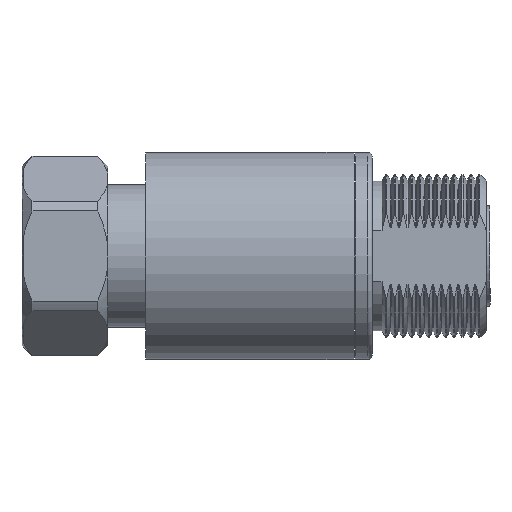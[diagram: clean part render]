
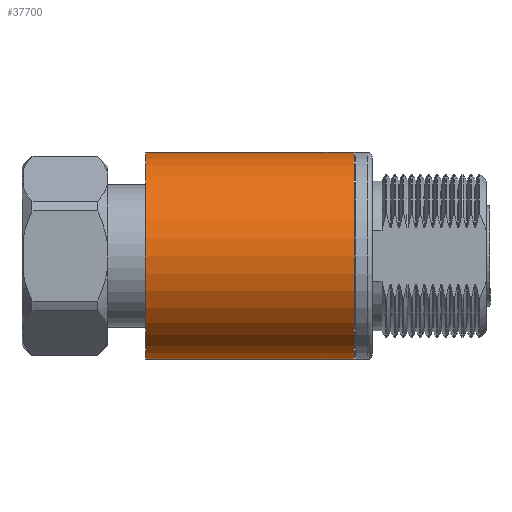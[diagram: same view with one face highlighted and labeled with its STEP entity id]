
A CAD part, front view. The second image highlights one B-rep face of the part: STEP entity #37700.
In plain terms, the highlighted cylindrical face has radius 18.415 mm (diameter 36.83 mm), a partial arc.
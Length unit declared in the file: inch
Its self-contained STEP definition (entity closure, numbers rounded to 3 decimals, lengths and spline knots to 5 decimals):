
#828 = CARTESIAN_POINT ( 'NONE',  ( 0., 0., -0.725 ) ) ;
#1898 = AXIS2_PLACEMENT_3D ( 'NONE', #73985, #9823, #66897 ) ;
#9823 = DIRECTION ( 'NONE',  ( 1., 0., 0. ) ) ;
#14686 = CARTESIAN_POINT ( 'NONE',  ( 0., 0., 0.725 ) ) ;
#14858 = ORIENTED_EDGE ( 'NONE', *, *, #80283, .F. ) ;
#15479 = CIRCLE ( 'NONE', #50197, 0.725 ) ;
#17746 = CARTESIAN_POINT ( 'NONE',  ( 0., 0., 0.725 ) ) ;
#18619 = VECTOR ( 'NONE', #38123, 39.37008 ) ;
#19709 = EDGE_CURVE ( 'NONE', #69823, #51887, #15479, .T. ) ;
#23508 = DIRECTION ( 'NONE',  ( 0., 0., -1. ) ) ;
#28034 = ORIENTED_EDGE ( 'NONE', *, *, #19709, .F. ) ;
#29974 = EDGE_CURVE ( 'NONE', #92627, #51887, #57966, .T. ) ;
#30130 = FACE_OUTER_BOUND ( 'NONE', #85872, .T. ) ;
#30175 = CARTESIAN_POINT ( 'NONE',  ( 0., 0., -0.725 ) ) ;
#37557 = ORIENTED_EDGE ( 'NONE', *, *, #29974, .T. ) ;
#37641 = LINE ( 'NONE', #17746, #18619 ) ;
#37700 = ADVANCED_FACE ( 'NONE', ( #30130 ), #67302, .T. ) ;
#38123 = DIRECTION ( 'NONE',  ( 1., 0., 0. ) ) ;
#42629 = CIRCLE ( 'NONE', #1898, 0.725 ) ;
#43168 = CARTESIAN_POINT ( 'NONE',  ( 1.46, 0., 0.725 ) ) ;
#44265 = DIRECTION ( 'NONE',  ( 1., 0., 0. ) ) ;
#44300 = DIRECTION ( 'NONE',  ( 1., 0., 0. ) ) ;
#46129 = CARTESIAN_POINT ( 'NONE',  ( 1.46, 0., 0. ) ) ;
#46242 = ORIENTED_EDGE ( 'NONE', *, *, #79071, .T. ) ;
#50197 = AXIS2_PLACEMENT_3D ( 'NONE', #46129, #44265, #66809 ) ;
#51887 = VERTEX_POINT ( 'NONE', #73427 ) ;
#52345 = DIRECTION ( 'NONE',  ( 1., 0., 0. ) ) ;
#56224 = VECTOR ( 'NONE', #52345, 39.37008 ) ;
#57541 = AXIS2_PLACEMENT_3D ( 'NONE', #58844, #44300, #23508 ) ;
#57966 = LINE ( 'NONE', #30175, #56224 ) ;
#58844 = CARTESIAN_POINT ( 'NONE',  ( 0., 0., 0. ) ) ;
#66809 = DIRECTION ( 'NONE',  ( 0., 0., -1. ) ) ;
#66897 = DIRECTION ( 'NONE',  ( 0., 0., -1. ) ) ;
#67302 = CYLINDRICAL_SURFACE ( 'NONE', #57541, 0.725 ) ;
#69823 = VERTEX_POINT ( 'NONE', #43168 ) ;
#73427 = CARTESIAN_POINT ( 'NONE',  ( 1.46, 0., -0.725 ) ) ;
#73985 = CARTESIAN_POINT ( 'NONE',  ( 0., 0., 0. ) ) ;
#79071 = EDGE_CURVE ( 'NONE', #86655, #92627, #42629, .T. ) ;
#80283 = EDGE_CURVE ( 'NONE', #86655, #69823, #37641, .T. ) ;
#85872 = EDGE_LOOP ( 'NONE', ( #14858, #46242, #37557, #28034 ) ) ;
#86655 = VERTEX_POINT ( 'NONE', #14686 ) ;
#92627 = VERTEX_POINT ( 'NONE', #828 ) ;
